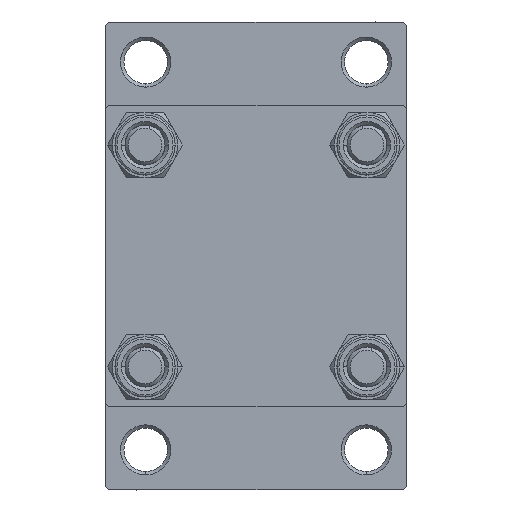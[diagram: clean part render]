
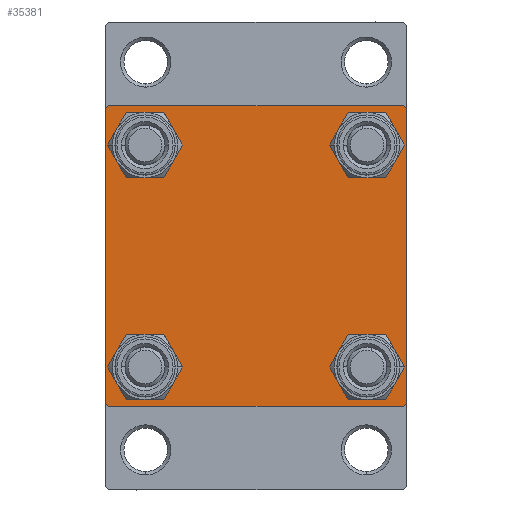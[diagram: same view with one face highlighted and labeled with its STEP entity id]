
A CAD part, left-side view. The second image highlights one B-rep face of the part: STEP entity #35381.
In plain terms, the highlighted planar face has unit normal (-1, 0, 0).
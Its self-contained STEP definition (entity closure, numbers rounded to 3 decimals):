
#207 = EDGE_CURVE ( 'NONE', #3078, #39268, #35352, .T. ) ;
#299 = ORIENTED_EDGE ( 'NONE', *, *, #36983, .T. ) ;
#447 = EDGE_CURVE ( 'NONE', #39282, #36325, #24621, .T. ) ;
#648 = CARTESIAN_POINT ( 'NONE',  ( 0., 16.6, 20.1 ) ) ;
#792 = FACE_BOUND ( 'NONE', #4502, .T. ) ;
#827 = ORIENTED_EDGE ( 'NONE', *, *, #26312, .T. ) ;
#1034 = FACE_BOUND ( 'NONE', #12657, .T. ) ;
#1266 = CARTESIAN_POINT ( 'NONE',  ( 0., -16.6, -16.6 ) ) ;
#1569 = CARTESIAN_POINT ( 'NONE',  ( 0., 22.5, 22.5 ) ) ;
#2138 = CARTESIAN_POINT ( 'NONE',  ( 0., 22.5, -22. ) ) ;
#2150 = VECTOR ( 'NONE', #10305, 1000. ) ;
#3078 = VERTEX_POINT ( 'NONE', #25195 ) ;
#3755 = CARTESIAN_POINT ( 'NONE',  ( 0., -16.6, 13.1 ) ) ;
#3853 = AXIS2_PLACEMENT_3D ( 'NONE', #1266, #39235, #27940 ) ;
#3905 = ORIENTED_EDGE ( 'NONE', *, *, #8003, .T. ) ;
#4123 = CARTESIAN_POINT ( 'NONE',  ( 0., 22.5, 22.5 ) ) ;
#4154 = PLANE ( 'NONE',  #47432 ) ;
#4457 = DIRECTION ( 'NONE',  ( 0., 0., -1. ) ) ;
#4502 = EDGE_LOOP ( 'NONE', ( #12547, #10540 ) ) ;
#4608 = LINE ( 'NONE', #4123, #47189 ) ;
#5124 = FACE_OUTER_BOUND ( 'NONE', #19008, .T. ) ;
#5500 = CARTESIAN_POINT ( 'NONE',  ( 0., -22.25, 22.25 ) ) ;
#5531 = CARTESIAN_POINT ( 'NONE',  ( 0., 22., -22.5 ) ) ;
#5639 = AXIS2_PLACEMENT_3D ( 'NONE', #18443, #11686, #22052 ) ;
#6374 = EDGE_CURVE ( 'NONE', #34338, #28225, #14817, .T. ) ;
#7143 = CARTESIAN_POINT ( 'NONE',  ( 0., -22.5, -22. ) ) ;
#7279 = CARTESIAN_POINT ( 'NONE',  ( 0., 16.6, 16.6 ) ) ;
#7405 = VECTOR ( 'NONE', #29506, 1000. ) ;
#8003 = EDGE_CURVE ( 'NONE', #36325, #39282, #45630, .T. ) ;
#8241 = DIRECTION ( 'NONE',  ( 0., 0., 1. ) ) ;
#8498 = AXIS2_PLACEMENT_3D ( 'NONE', #24937, #28786, #28541 ) ;
#8564 = VECTOR ( 'NONE', #33773, 1000. ) ;
#9376 = VECTOR ( 'NONE', #13781, 1000. ) ;
#9737 = ORIENTED_EDGE ( 'NONE', *, *, #16191, .T. ) ;
#10305 = DIRECTION ( 'NONE',  ( 0., 0.707, -0.707 ) ) ;
#10503 = DIRECTION ( 'NONE',  ( 0., 0., 1. ) ) ;
#10540 = ORIENTED_EDGE ( 'NONE', *, *, #207, .T. ) ;
#10983 = EDGE_LOOP ( 'NONE', ( #299, #827 ) ) ;
#11166 = VERTEX_POINT ( 'NONE', #18997 ) ;
#11302 = EDGE_CURVE ( 'NONE', #21170, #11845, #38466, .T. ) ;
#11686 = DIRECTION ( 'NONE',  ( 1., 0., 0. ) ) ;
#11712 = ORIENTED_EDGE ( 'NONE', *, *, #41573, .T. ) ;
#11784 = EDGE_CURVE ( 'NONE', #12445, #11845, #4608, .T. ) ;
#11845 = VERTEX_POINT ( 'NONE', #45766 ) ;
#12159 = LINE ( 'NONE', #1569, #38452 ) ;
#12398 = VERTEX_POINT ( 'NONE', #7143 ) ;
#12445 = VERTEX_POINT ( 'NONE', #24970 ) ;
#12547 = ORIENTED_EDGE ( 'NONE', *, *, #23059, .T. ) ;
#12640 = CARTESIAN_POINT ( 'NONE',  ( 0., -22.5, 22. ) ) ;
#12657 = EDGE_LOOP ( 'NONE', ( #3905, #19139 ) ) ;
#12788 = ORIENTED_EDGE ( 'NONE', *, *, #16772, .T. ) ;
#12878 = CIRCLE ( 'NONE', #20576, 3.5 ) ;
#12892 = DIRECTION ( 'NONE',  ( 1., 0., 0. ) ) ;
#13081 = AXIS2_PLACEMENT_3D ( 'NONE', #7279, #33020, #8241 ) ;
#13119 = CARTESIAN_POINT ( 'NONE',  ( 0., -16.6, -16.6 ) ) ;
#13633 = CARTESIAN_POINT ( 'NONE',  ( 0., 16.6, -16.6 ) ) ;
#13781 = DIRECTION ( 'NONE',  ( 0., -0.707, 0.707 ) ) ;
#14817 = CIRCLE ( 'NONE', #43258, 3.5 ) ;
#15448 = DIRECTION ( 'NONE',  ( 0., 0., 1. ) ) ;
#16191 = EDGE_CURVE ( 'NONE', #11166, #26460, #12159, .T. ) ;
#16221 = VERTEX_POINT ( 'NONE', #41261 ) ;
#16772 = EDGE_CURVE ( 'NONE', #28225, #34338, #43827, .T. ) ;
#17704 = ORIENTED_EDGE ( 'NONE', *, *, #34859, .F. ) ;
#17829 = ORIENTED_EDGE ( 'NONE', *, *, #11784, .F. ) ;
#18376 = EDGE_CURVE ( 'NONE', #26460, #46069, #22476, .T. ) ;
#18443 = CARTESIAN_POINT ( 'NONE',  ( 0., 16.6, 16.6 ) ) ;
#18997 = CARTESIAN_POINT ( 'NONE',  ( 0., 22.5, 22. ) ) ;
#19008 = EDGE_LOOP ( 'NONE', ( #9737, #25920, #20051, #37441, #17704, #44136, #17829, #11712 ) ) ;
#19139 = ORIENTED_EDGE ( 'NONE', *, *, #447, .T. ) ;
#19307 = DIRECTION ( 'NONE',  ( 0., -1., 0. ) ) ;
#19379 = EDGE_CURVE ( 'NONE', #20107, #12398, #45833, .T. ) ;
#20051 = ORIENTED_EDGE ( 'NONE', *, *, #38266, .T. ) ;
#20107 = VERTEX_POINT ( 'NONE', #44878 ) ;
#20576 = AXIS2_PLACEMENT_3D ( 'NONE', #13633, #46614, #10503 ) ;
#20902 = CARTESIAN_POINT ( 'NONE',  ( 0., 22.25, 22.25 ) ) ;
#21170 = VERTEX_POINT ( 'NONE', #12640 ) ;
#22052 = DIRECTION ( 'NONE',  ( 0., 0., 1. ) ) ;
#22476 = LINE ( 'NONE', #44373, #8564 ) ;
#22520 = EDGE_LOOP ( 'NONE', ( #36951, #12788 ) ) ;
#23059 = EDGE_CURVE ( 'NONE', #39268, #3078, #34833, .T. ) ;
#24110 = VECTOR ( 'NONE', #46161, 1000. ) ;
#24621 = CIRCLE ( 'NONE', #3853, 3.5 ) ;
#24625 = CARTESIAN_POINT ( 'NONE',  ( 0., -16.6, 20.1 ) ) ;
#24937 = CARTESIAN_POINT ( 'NONE',  ( 0., -16.6, 16.6 ) ) ;
#24970 = CARTESIAN_POINT ( 'NONE',  ( 0., 22., 22.5 ) ) ;
#25195 = CARTESIAN_POINT ( 'NONE',  ( 0., 16.6, 13.1 ) ) ;
#25920 = ORIENTED_EDGE ( 'NONE', *, *, #18376, .T. ) ;
#26312 = EDGE_CURVE ( 'NONE', #16221, #46992, #44949, .T. ) ;
#26460 = VERTEX_POINT ( 'NONE', #2138 ) ;
#27940 = DIRECTION ( 'NONE',  ( 0., 0., 1. ) ) ;
#28225 = VERTEX_POINT ( 'NONE', #3755 ) ;
#28272 = DIRECTION ( 'NONE',  ( 0., 0., 1. ) ) ;
#28541 = DIRECTION ( 'NONE',  ( 0., 0., 1. ) ) ;
#28786 = DIRECTION ( 'NONE',  ( 1., 0., 0. ) ) ;
#29506 = DIRECTION ( 'NONE',  ( 0., 0., -1. ) ) ;
#30140 = DIRECTION ( 'NONE',  ( -1., 0., 0. ) ) ;
#30224 = CARTESIAN_POINT ( 'NONE',  ( 0., -22.5, 22.5 ) ) ;
#30316 = CARTESIAN_POINT ( 'NONE',  ( 0., 16.6, -16.6 ) ) ;
#30359 = DIRECTION ( 'NONE',  ( 1., 0., 0. ) ) ;
#31010 = AXIS2_PLACEMENT_3D ( 'NONE', #13119, #12892, #28272 ) ;
#31038 = CARTESIAN_POINT ( 'NONE',  ( 0., 16.6, -13.1 ) ) ;
#31931 = DIRECTION ( 'NONE',  ( 0., -1., 0. ) ) ;
#32399 = LINE ( 'NONE', #38923, #42879 ) ;
#33020 = DIRECTION ( 'NONE',  ( 1., 0., 0. ) ) ;
#33503 = DIRECTION ( 'NONE',  ( 0., 0., 1. ) ) ;
#33773 = DIRECTION ( 'NONE',  ( 0., -0.707, -0.707 ) ) ;
#33916 = DIRECTION ( 'NONE',  ( 0., 0., 1. ) ) ;
#34338 = VERTEX_POINT ( 'NONE', #24625 ) ;
#34833 = CIRCLE ( 'NONE', #5639, 3.5 ) ;
#34859 = EDGE_CURVE ( 'NONE', #21170, #12398, #41040, .T. ) ;
#35352 = CIRCLE ( 'NONE', #13081, 3.5 ) ;
#35381 = ADVANCED_FACE ( 'NONE', ( #37106, #1034, #45321, #792, #5124 ), #4154, .T. ) ;
#36325 = VERTEX_POINT ( 'NONE', #40194 ) ;
#36470 = AXIS2_PLACEMENT_3D ( 'NONE', #30316, #37529, #33916 ) ;
#36951 = ORIENTED_EDGE ( 'NONE', *, *, #6374, .T. ) ;
#36983 = EDGE_CURVE ( 'NONE', #46992, #16221, #12878, .T. ) ;
#37106 = FACE_BOUND ( 'NONE', #22520, .T. ) ;
#37441 = ORIENTED_EDGE ( 'NONE', *, *, #19379, .T. ) ;
#37529 = DIRECTION ( 'NONE',  ( 1., 0., 0. ) ) ;
#37840 = CARTESIAN_POINT ( 'NONE',  ( 0., 0., 0. ) ) ;
#38266 = EDGE_CURVE ( 'NONE', #46069, #20107, #32399, .T. ) ;
#38452 = VECTOR ( 'NONE', #4457, 1000. ) ;
#38466 = LINE ( 'NONE', #5500, #24110 ) ;
#38597 = CARTESIAN_POINT ( 'NONE',  ( 0., -22.25, -22.25 ) ) ;
#38923 = CARTESIAN_POINT ( 'NONE',  ( 0., 22.5, -22.5 ) ) ;
#39235 = DIRECTION ( 'NONE',  ( 1., 0., 0. ) ) ;
#39268 = VERTEX_POINT ( 'NONE', #648 ) ;
#39282 = VERTEX_POINT ( 'NONE', #41053 ) ;
#40194 = CARTESIAN_POINT ( 'NONE',  ( 0., -16.6, -13.1 ) ) ;
#41040 = LINE ( 'NONE', #30224, #7405 ) ;
#41053 = CARTESIAN_POINT ( 'NONE',  ( 0., -16.6, -20.1 ) ) ;
#41261 = CARTESIAN_POINT ( 'NONE',  ( 0., 16.6, -20.1 ) ) ;
#41573 = EDGE_CURVE ( 'NONE', #12445, #11166, #43265, .T. ) ;
#42879 = VECTOR ( 'NONE', #31931, 1000. ) ;
#43258 = AXIS2_PLACEMENT_3D ( 'NONE', #45052, #30359, #15448 ) ;
#43265 = LINE ( 'NONE', #20902, #2150 ) ;
#43827 = CIRCLE ( 'NONE', #8498, 3.5 ) ;
#44136 = ORIENTED_EDGE ( 'NONE', *, *, #11302, .T. ) ;
#44373 = CARTESIAN_POINT ( 'NONE',  ( 0., 22.25, -22.25 ) ) ;
#44878 = CARTESIAN_POINT ( 'NONE',  ( 0., -22., -22.5 ) ) ;
#44949 = CIRCLE ( 'NONE', #36470, 3.5 ) ;
#45052 = CARTESIAN_POINT ( 'NONE',  ( 0., -16.6, 16.6 ) ) ;
#45321 = FACE_BOUND ( 'NONE', #10983, .T. ) ;
#45630 = CIRCLE ( 'NONE', #31010, 3.5 ) ;
#45766 = CARTESIAN_POINT ( 'NONE',  ( 0., -22., 22.5 ) ) ;
#45833 = LINE ( 'NONE', #38597, #9376 ) ;
#46069 = VERTEX_POINT ( 'NONE', #5531 ) ;
#46161 = DIRECTION ( 'NONE',  ( 0., 0.707, 0.707 ) ) ;
#46614 = DIRECTION ( 'NONE',  ( 1., 0., 0. ) ) ;
#46992 = VERTEX_POINT ( 'NONE', #31038 ) ;
#47189 = VECTOR ( 'NONE', #19307, 1000. ) ;
#47432 = AXIS2_PLACEMENT_3D ( 'NONE', #37840, #30140, #33503 ) ;
